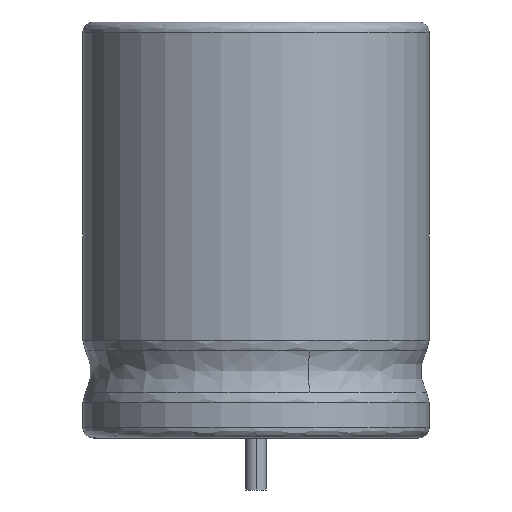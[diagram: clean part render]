
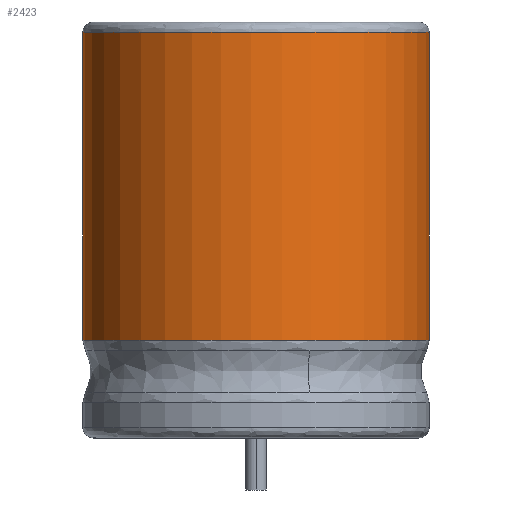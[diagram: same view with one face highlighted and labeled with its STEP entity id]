
A CAD part, left-side view. The second image highlights one B-rep face of the part: STEP entity #2423.
In plain terms, the highlighted cylindrical face has radius 5 mm (diameter 10 mm), a partial arc.
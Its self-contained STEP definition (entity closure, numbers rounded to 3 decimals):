
#76 = DIRECTION ( 'NONE',  ( 0., 0., -1. ) ) ;
#277 = VERTEX_POINT ( 'NONE', #359 ) ;
#359 = CARTESIAN_POINT ( 'NONE',  ( 4.698, -1.71, 7.221 ) ) ;
#887 = AXIS2_PLACEMENT_3D ( 'NONE', #1903, #76, #3744 ) ;
#1024 = DIRECTION ( 'NONE',  ( 1., 0., 0. ) ) ;
#1053 = ORIENTED_EDGE ( 'NONE', *, *, #3677, .T. ) ;
#1061 = DIRECTION ( 'NONE',  ( 0., 0., 1. ) ) ;
#1090 = FACE_OUTER_BOUND ( 'NONE', #3582, .T. ) ;
#1206 = EDGE_CURVE ( 'NONE', #3292, #3535, #2517, .T. ) ;
#1253 = VERTEX_POINT ( 'NONE', #1751 ) ;
#1353 = DIRECTION ( 'NONE',  ( 1., 0., 0. ) ) ;
#1721 = DIRECTION ( 'NONE',  ( 0., 0., 1. ) ) ;
#1751 = CARTESIAN_POINT ( 'NONE',  ( 4.698, -1.71, -1.661 ) ) ;
#1787 = VECTOR ( 'NONE', #3937, 1000. ) ;
#1878 = CIRCLE ( 'NONE', #887, 5. ) ;
#1903 = CARTESIAN_POINT ( 'NONE',  ( 0., 0., 7.221 ) ) ;
#2116 = ORIENTED_EDGE ( 'NONE', *, *, #1206, .F. ) ;
#2274 = EDGE_CURVE ( 'NONE', #1253, #277, #3433, .T. ) ;
#2358 = AXIS2_PLACEMENT_3D ( 'NONE', #3784, #3446, #1353 ) ;
#2367 = VECTOR ( 'NONE', #1721, 1000. ) ;
#2423 = ADVANCED_FACE ( 'NONE', ( #1090 ), #3540, .T. ) ;
#2515 = ORIENTED_EDGE ( 'NONE', *, *, #3541, .T. ) ;
#2517 = LINE ( 'NONE', #2637, #2367 ) ;
#2631 = CARTESIAN_POINT ( 'NONE',  ( 4.698, 1.71, -1.661 ) ) ;
#2637 = CARTESIAN_POINT ( 'NONE',  ( 4.698, 1.71, 1.565 ) ) ;
#2837 = CARTESIAN_POINT ( 'NONE',  ( 4.698, 1.71, 7.221 ) ) ;
#3198 = ORIENTED_EDGE ( 'NONE', *, *, #2274, .T. ) ;
#3292 = VERTEX_POINT ( 'NONE', #2631 ) ;
#3323 = CIRCLE ( 'NONE', #2358, 5. ) ;
#3427 = AXIS2_PLACEMENT_3D ( 'NONE', #3511, #1061, #1024 ) ;
#3433 = LINE ( 'NONE', #3624, #1787 ) ;
#3446 = DIRECTION ( 'NONE',  ( 0., 0., 1. ) ) ;
#3511 = CARTESIAN_POINT ( 'NONE',  ( 0., 0., 2.841 ) ) ;
#3535 = VERTEX_POINT ( 'NONE', #2837 ) ;
#3540 = CYLINDRICAL_SURFACE ( 'NONE', #3427, 5. ) ;
#3541 = EDGE_CURVE ( 'NONE', #277, #3535, #1878, .T. ) ;
#3582 = EDGE_LOOP ( 'NONE', ( #2515, #2116, #1053, #3198 ) ) ;
#3624 = CARTESIAN_POINT ( 'NONE',  ( 4.698, -1.71, 1.565 ) ) ;
#3677 = EDGE_CURVE ( 'NONE', #3292, #1253, #3323, .T. ) ;
#3744 = DIRECTION ( 'NONE',  ( 1., 0., 0. ) ) ;
#3784 = CARTESIAN_POINT ( 'NONE',  ( 0., 0., -1.661 ) ) ;
#3937 = DIRECTION ( 'NONE',  ( 0., 0., 1. ) ) ;
